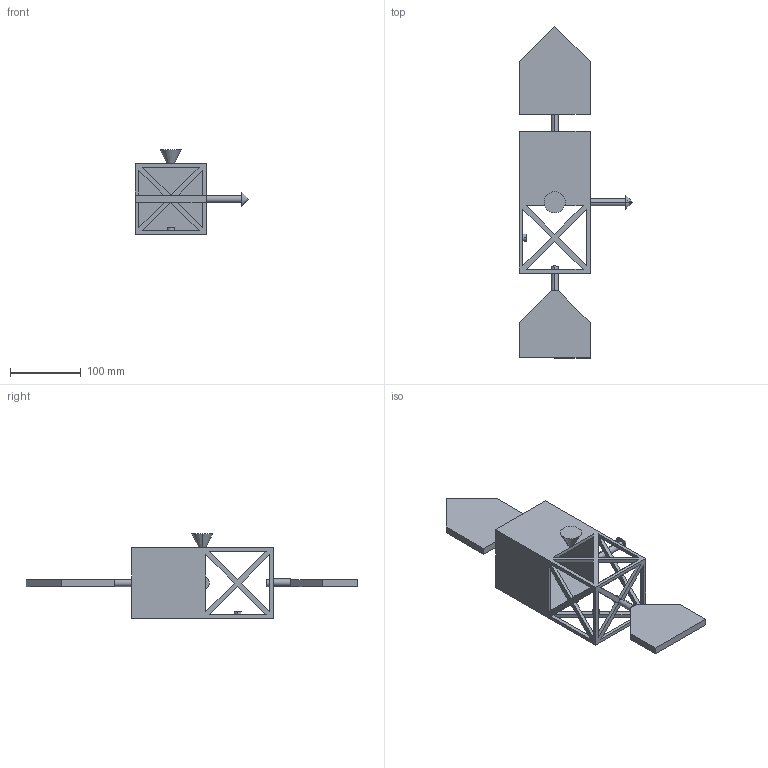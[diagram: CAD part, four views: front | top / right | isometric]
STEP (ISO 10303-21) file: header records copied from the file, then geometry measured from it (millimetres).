
FILE_DESCRIPTION (( 'STEP AP203' ), '1' );
FILE_NAME ('Satellite frame C.1_默认_sldprt.STEP', '2022-03-30T15:45:11', ( 'China' ), ( 'Home' ), 'SwSTEP 2.0', 'SolidWorks 2021', '' );
FILE_SCHEMA (( 'CONFIG_CONTROL_DESIGN' ));
Length unit declared in the file: metre
Products named in the file (1): Satellite frame C.1_默认_sldprt
Bounding box: 160 x 469.17 x 120 mm (x, y, z)
Volume: 492572 mm3; surface area: 188065.5 mm2
Topology: 1 solids, 1 shells, 121 faces, 313 edges, 179 vertices
Faces by surface type: plane 105, cylinder 12, cone 4
Entity records: 3684 total; most frequent: ORIENTED_EDGE 622, CARTESIAN_POINT 612, DIRECTION 601, EDGE_CURVE 311, LINE 265, VECTOR 265, VERTEX_POINT 179, AXIS2_PLACEMENT_3D 168
